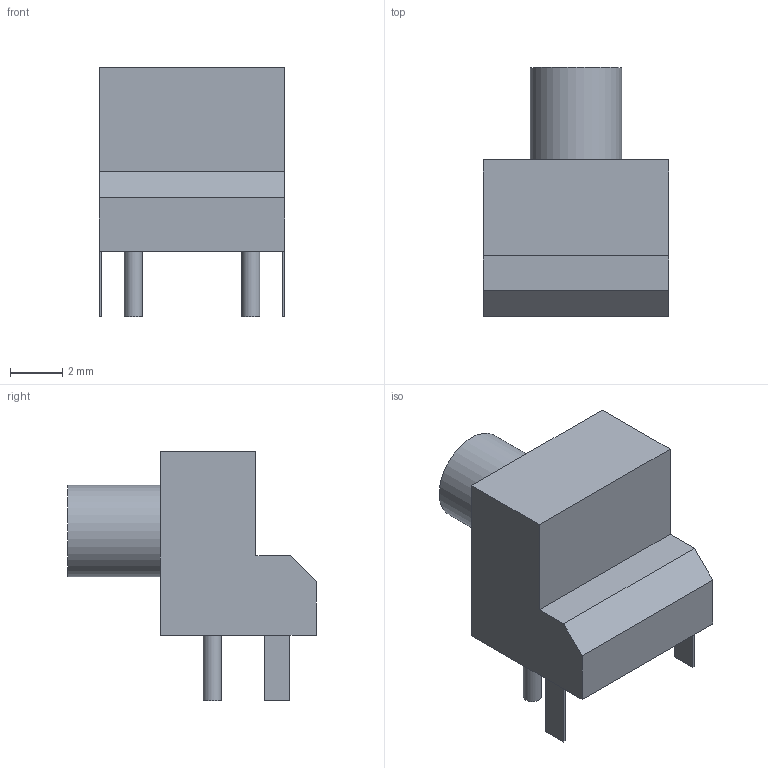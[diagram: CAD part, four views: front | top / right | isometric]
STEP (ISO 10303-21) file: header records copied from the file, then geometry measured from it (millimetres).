
FILE_DESCRIPTION(('STEP AP203'), '1');
FILE_NAME('Tactile_Switch', '', ('UNSPECIFIED'), ('UNSPECIFIED'), 'ASCON STEP Converter 1.3', 'ASCON Math Kernel', '');
FILE_SCHEMA(('CONFIG_CONTROL_DESIGN'));
Length unit declared in the file: millimetre
Bounding box: 7.11 x 9.55 x 9.56 mm (x, y, z)
Volume: 268.1 mm3; surface area: 307.5 mm2
Topology: 1 solids, 1 shells, 27 faces, 62 edges, 40 vertices
Faces by surface type: plane 24, cylinder 3
Full cylindrical faces by diameter (mm): 0.7 x2, 3.51 x1
Entity records: 995 total; most frequent: CARTESIAN_POINT 127, DIRECTION 121, ORIENTED_EDGE 118, EDGE_CURVE 59, LINE 53, VECTOR 53, VERTEX_POINT 40, AXIS2_PLACEMENT_3D 34
